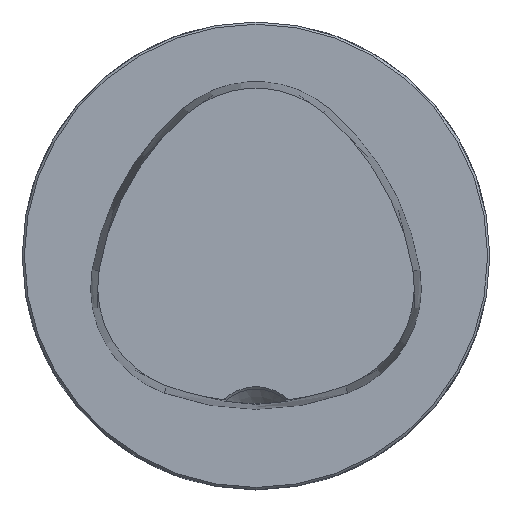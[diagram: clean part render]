
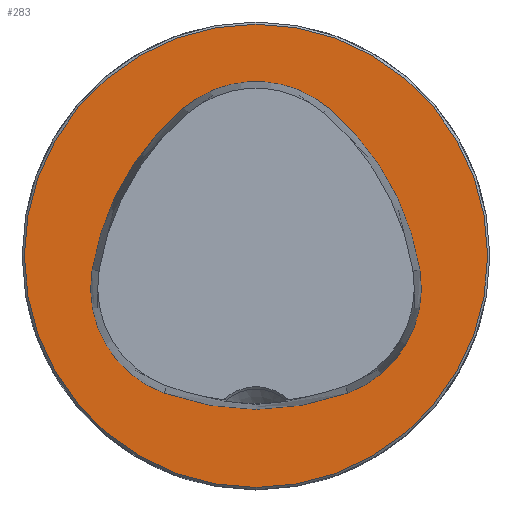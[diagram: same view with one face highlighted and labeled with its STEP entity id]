
A CAD part, top view. The second image highlights one B-rep face of the part: STEP entity #283.
In plain terms, the highlighted planar face has unit normal (0, 0, 1).
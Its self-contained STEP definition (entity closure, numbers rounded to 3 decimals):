
#232=PLANE('',#1002);
#283=ADVANCED_FACE('CU_FL_N1_SU_1',(#368,#369),#232,.T.);
#368=FACE_BOUND('',#417,.T.);
#369=FACE_BOUND('',#418,.T.);
#417=EDGE_LOOP('',(#531,#532,#533,#534,#535,#536));
#418=EDGE_LOOP('',(#537));
#531=ORIENTED_EDGE('',*,*,#776,.F.);
#532=ORIENTED_EDGE('',*,*,#777,.F.);
#533=ORIENTED_EDGE('',*,*,#778,.F.);
#534=ORIENTED_EDGE('',*,*,#779,.F.);
#535=ORIENTED_EDGE('',*,*,#773,.F.);
#536=ORIENTED_EDGE('',*,*,#780,.F.);
#537=ORIENTED_EDGE('',*,*,#781,.T.);
#701=VERTEX_POINT('',#1711);
#702=VERTEX_POINT('',#1713);
#704=VERTEX_POINT('',#1719);
#705=VERTEX_POINT('',#1720);
#706=VERTEX_POINT('',#1722);
#707=VERTEX_POINT('',#1724);
#708=VERTEX_POINT('',#1728);
#773=EDGE_CURVE('',#701,#702,#831,.T.);
#776=EDGE_CURVE('',#704,#705,#833,.T.);
#777=EDGE_CURVE('',#706,#704,#834,.T.);
#778=EDGE_CURVE('',#707,#706,#835,.T.);
#779=EDGE_CURVE('',#702,#707,#836,.T.);
#780=EDGE_CURVE('',#705,#701,#837,.T.);
#781=EDGE_CURVE('',#708,#708,#838,.T.);
#831=CIRCLE('',#993,36.075);
#833=CIRCLE('',#996,36.075);
#834=CIRCLE('',#997,15.075);
#835=CIRCLE('',#998,36.075);
#836=CIRCLE('',#999,15.075);
#837=CIRCLE('',#1000,15.075);
#838=CIRCLE('',#1001,31.2);
#993=AXIS2_PLACEMENT_3D('',#1712,#1170,#1171);
#996=AXIS2_PLACEMENT_3D('',#1718,#1177,#1178);
#997=AXIS2_PLACEMENT_3D('',#1721,#1179,#1180);
#998=AXIS2_PLACEMENT_3D('',#1723,#1181,#1182);
#999=AXIS2_PLACEMENT_3D('',#1725,#1183,#1184);
#1000=AXIS2_PLACEMENT_3D('',#1726,#1185,#1186);
#1001=AXIS2_PLACEMENT_3D('',#1727,#1187,#1188);
#1002=AXIS2_PLACEMENT_3D('',#1729,#1189,#1190);
#1170=DIRECTION('',(0.,0.,1.));
#1171=DIRECTION('',(1.,0.,0.));
#1177=DIRECTION('',(0.,0.,1.));
#1178=DIRECTION('',(1.,0.,0.));
#1179=DIRECTION('',(0.,0.,1.));
#1180=DIRECTION('',(1.,0.,0.));
#1181=DIRECTION('',(0.,0.,1.));
#1182=DIRECTION('',(1.,0.,0.));
#1183=DIRECTION('',(0.,0.,1.));
#1184=DIRECTION('',(1.,0.,0.));
#1185=DIRECTION('',(0.,0.,1.));
#1186=DIRECTION('',(1.,0.,0.));
#1187=DIRECTION('',(0.,0.,1.));
#1188=DIRECTION('',(1.,0.,0.));
#1189=DIRECTION('',(0.,0.,1.));
#1190=DIRECTION('',(1.,0.,0.));
#1711=CARTESIAN_POINT('',(-12.368,-18.489,0.));
#1712=CARTESIAN_POINT('',(0.,15.4,0.));
#1713=CARTESIAN_POINT('',(12.368,-18.489,0.));
#1718=CARTESIAN_POINT('',(13.535,-7.656,0.));
#1719=CARTESIAN_POINT('',(-9.716,19.927,0.));
#1720=CARTESIAN_POINT('',(-22.084,-1.937,0.));
#1721=CARTESIAN_POINT('',(0.,8.4,0.));
#1722=CARTESIAN_POINT('',(9.716,19.927,0.));
#1723=CARTESIAN_POINT('',(-13.535,-7.656,0.));
#1724=CARTESIAN_POINT('',(22.084,-1.937,0.));
#1725=CARTESIAN_POINT('',(7.2,-4.327,0.));
#1726=CARTESIAN_POINT('',(-7.2,-4.327,0.));
#1727=CARTESIAN_POINT('',(0.,0.,0.));
#1728=CARTESIAN_POINT('',(31.2,0.,0.));
#1729=CARTESIAN_POINT('',(0.,0.,0.));
